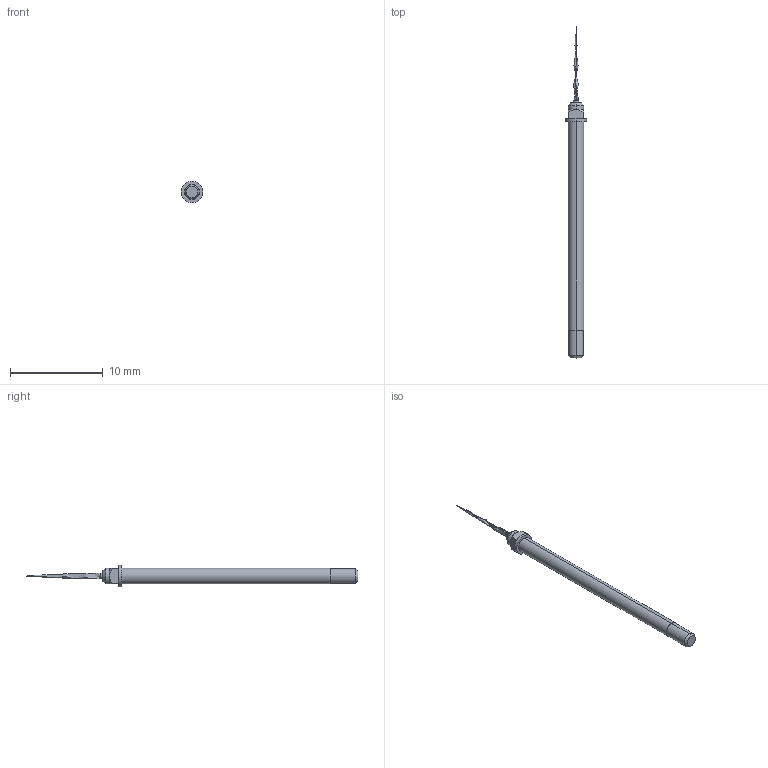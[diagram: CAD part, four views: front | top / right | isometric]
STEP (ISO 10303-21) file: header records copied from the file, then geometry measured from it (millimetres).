
FILE_DESCRIPTION (( 'STEP AP203' ), '1' );
FILE_NAME ('INGUN_GKS-112_209_060_X_xx02_M_1.STEP', '2018-06-20T07:37:54', ( '' ), ( '' ), 'SwSTEP 2.0', 'SolidWorks 2018', '' );
FILE_SCHEMA (( 'CONFIG_CONTROL_DESIGN' ));
Length unit declared in the file: millimetre
Products named in the file (2): INGUN_GKS-112_209_060_X_xx02_M_1
Bounding box: 2.3 x 35.8 x 2.3 mm (x, y, z)
Volume: 60.7 mm3; surface area: 161.3 mm2
Topology: 1 solids, 1 shells, 107 faces, 302 edges, 185 vertices
Faces by surface type: bspline 50, torus 18, cone 14, cylinder 13, plane 12
Entity records: 4263 total; most frequent: CARTESIAN_POINT 1940, ORIENTED_EDGE 572, EDGE_CURVE 286, DIRECTION 258, B_SPLINE_CURVE_WITH_KNOTS 200, VERTEX_POINT 185, AXIS2_PLACEMENT_3D 113, EDGE_LOOP 111
